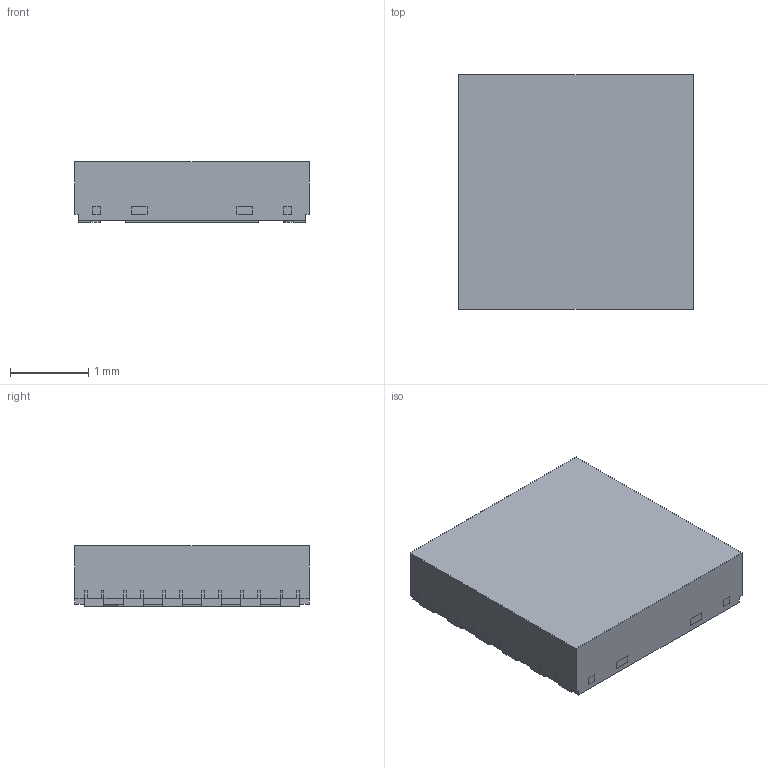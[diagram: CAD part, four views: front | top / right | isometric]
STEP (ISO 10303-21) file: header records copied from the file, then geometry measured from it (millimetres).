
FILE_DESCRIPTION((''),'2;1');
FILE_NAME('DRR0012D_ASM','2018-02-09T10:45:51',('a0412086'),(''),'CREO PARAMETRIC BY PTC INC, 2017260','CREO PARAMETRIC BY PTC INC, 2017260','');
FILE_SCHEMA(('AUTOMOTIVE_DESIGN { 1 0 10303 214 1 1 1 1 }'));
Length unit declared in the file: millimetre
Products named in the file (3): BODY-SON_AF0; FRAME-DRR0012D_AF0; DRR0012D_ASM
Assembly tree (2 placements, depth 2):
  DRR0012D_ASM
    BODY-SON_AF0
    FRAME-DRR0012D_AF0
Bounding box: 3 x 3 x 0.78 mm (x, y, z)
Volume: 6.9 mm3; surface area: 51.1 mm2
Topology: 14 solids, 14 shells, 377 faces, 1054 edges, 700 vertices
Faces by surface type: plane 353, cylinder 24
Entity records: 15984 total; most frequent: CARTESIAN_POINT 2170, ORIENTED_EDGE 2108, DIRECTION 1913, PRESENTATION_STYLE_ASSIGNMENT 1129, STYLED_ITEM 1068, CURVE_STYLE 1054, EDGE_CURVE 1054, VECTOR 998
